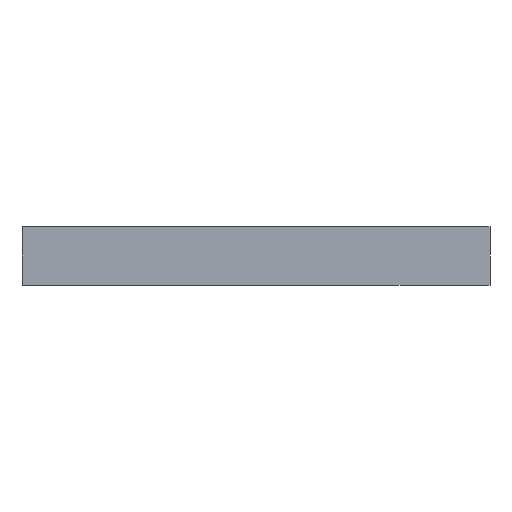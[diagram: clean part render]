
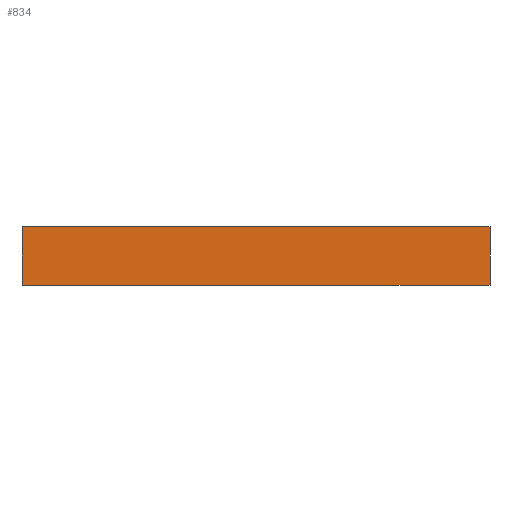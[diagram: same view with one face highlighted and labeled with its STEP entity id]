
A CAD part, front view. The second image highlights one B-rep face of the part: STEP entity #834.
In plain terms, the highlighted planar face has unit normal (0, -1, 0).
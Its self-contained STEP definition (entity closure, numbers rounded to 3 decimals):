
#3 = CARTESIAN_POINT ( 'NONE',  ( -21., -19.421, 5. ) ) ;
#25 = LINE ( 'NONE', #82, #674 ) ;
#54 = ORIENTED_EDGE ( 'NONE', *, *, #101, .T. ) ;
#71 = CARTESIAN_POINT ( 'NONE',  ( -21., -19.421, 5. ) ) ;
#72 = ORIENTED_EDGE ( 'NONE', *, *, #222, .T. ) ;
#82 = CARTESIAN_POINT ( 'NONE',  ( 19., -19.421, 5. ) ) ;
#101 = EDGE_CURVE ( 'NONE', #378, #646, #318, .T. ) ;
#182 = VECTOR ( 'NONE', #772, 1000. ) ;
#192 = PLANE ( 'NONE',  #651 ) ;
#209 = FACE_OUTER_BOUND ( 'NONE', #865, .T. ) ;
#222 = EDGE_CURVE ( 'NONE', #646, #255, #360, .T. ) ;
#255 = VERTEX_POINT ( 'NONE', #291 ) ;
#278 = DIRECTION ( 'NONE',  ( 0., 0., 1. ) ) ;
#291 = CARTESIAN_POINT ( 'NONE',  ( 19., -19.421, 0. ) ) ;
#318 = LINE ( 'NONE', #462, #182 ) ;
#339 = VECTOR ( 'NONE', #613, 1000. ) ;
#360 = LINE ( 'NONE', #758, #339 ) ;
#362 = DIRECTION ( 'NONE',  ( 1., 0., 0. ) ) ;
#378 = VERTEX_POINT ( 'NONE', #603 ) ;
#391 = EDGE_CURVE ( 'NONE', #378, #564, #918, .T. ) ;
#428 = DIRECTION ( 'NONE',  ( 0., 1., 0. ) ) ;
#462 = CARTESIAN_POINT ( 'NONE',  ( -21., -19.421, 5. ) ) ;
#498 = ORIENTED_EDGE ( 'NONE', *, *, #552, .F. ) ;
#552 = EDGE_CURVE ( 'NONE', #564, #255, #25, .T. ) ;
#564 = VERTEX_POINT ( 'NONE', #673 ) ;
#582 = VECTOR ( 'NONE', #362, 1000. ) ;
#603 = CARTESIAN_POINT ( 'NONE',  ( -21., -19.421, 5. ) ) ;
#613 = DIRECTION ( 'NONE',  ( 1., 0., 0. ) ) ;
#646 = VERTEX_POINT ( 'NONE', #685 ) ;
#651 = AXIS2_PLACEMENT_3D ( 'NONE', #3, #428, #278 ) ;
#673 = CARTESIAN_POINT ( 'NONE',  ( 19., -19.421, 5. ) ) ;
#674 = VECTOR ( 'NONE', #747, 1000. ) ;
#685 = CARTESIAN_POINT ( 'NONE',  ( -21., -19.421, 0. ) ) ;
#747 = DIRECTION ( 'NONE',  ( 0., 0., -1. ) ) ;
#756 = ORIENTED_EDGE ( 'NONE', *, *, #391, .F. ) ;
#758 = CARTESIAN_POINT ( 'NONE',  ( -21., -19.421, 0. ) ) ;
#772 = DIRECTION ( 'NONE',  ( 0., 0., -1. ) ) ;
#834 = ADVANCED_FACE ( 'NONE', ( #209 ), #192, .F. ) ;
#865 = EDGE_LOOP ( 'NONE', ( #72, #498, #756, #54 ) ) ;
#918 = LINE ( 'NONE', #71, #582 ) ;
